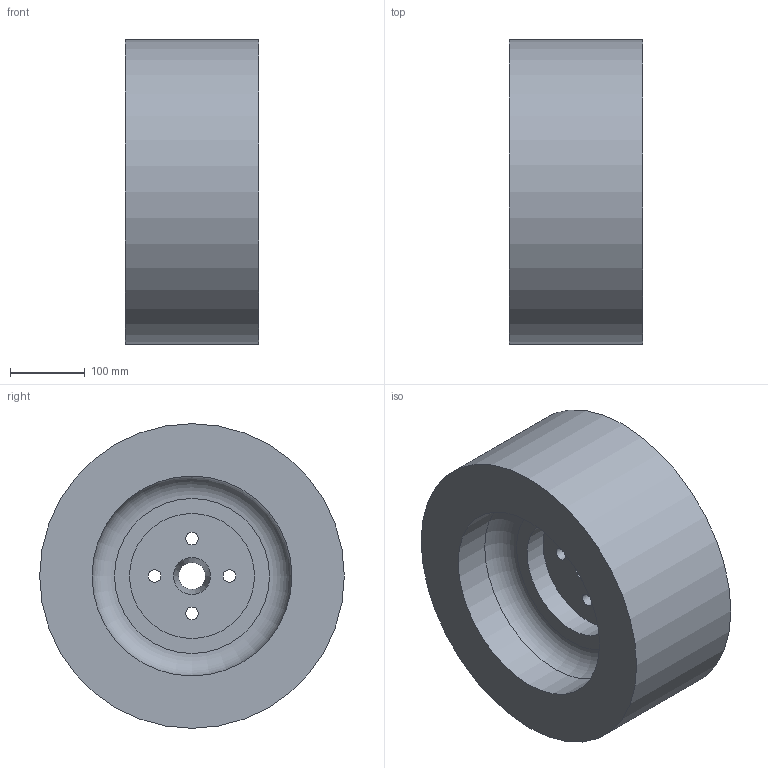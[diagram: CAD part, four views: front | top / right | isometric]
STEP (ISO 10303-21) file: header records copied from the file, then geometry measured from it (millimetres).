
FILE_DESCRIPTION(/* description */ (''),/* implementation_level */ '2;1');
FILE_NAME(/* name */ 'RearWheel.step',/* time_stamp */ '2025-05-27T21:05:16-04:00',/* author */ (''),/* organization */ (''),/* preprocessor_version */ 'ST-DEVELOPER v20.1',/* originating_system */ 'Autodesk Translation Framework v14.10.0.0',/* authorisation */ '');
FILE_SCHEMA (('AUTOMOTIVE_DESIGN { 1 0 10303 214 3 1 1 }'));
Length unit declared in the file: millimetre
Products named in the file (1): RearWheel
Bounding box: 177.8 x 406.4 x 406.4 mm (x, y, z)
Volume: 16482207.1 mm3; surface area: 580411.4 mm2
Topology: 1 solids, 1 shells, 15 faces, 30 edges, 20 vertices
Faces by surface type: cylinder 7, plane 5, torus 2, cone 1
Full cylindrical faces by diameter (mm): 17 x4, 166.7 x1, 266.7 x1, 406.4 x1
Entity records: 466 total; most frequent: DIRECTION 84, CARTESIAN_POINT 66, ORIENTED_EDGE 60, AXIS2_PLACEMENT_3D 38, EDGE_CURVE 30, EDGE_LOOP 28, CIRCLE 22, VERTEX_POINT 20
